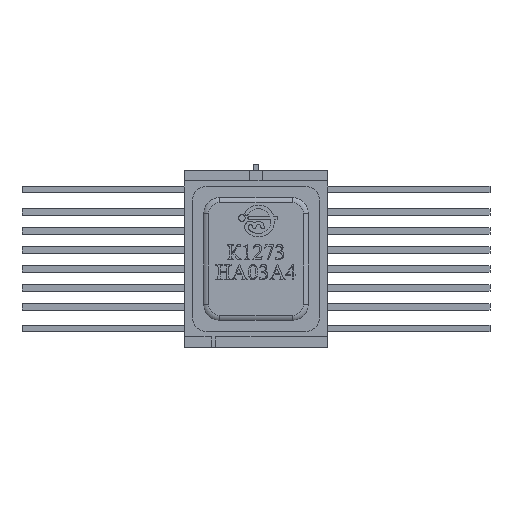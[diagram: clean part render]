
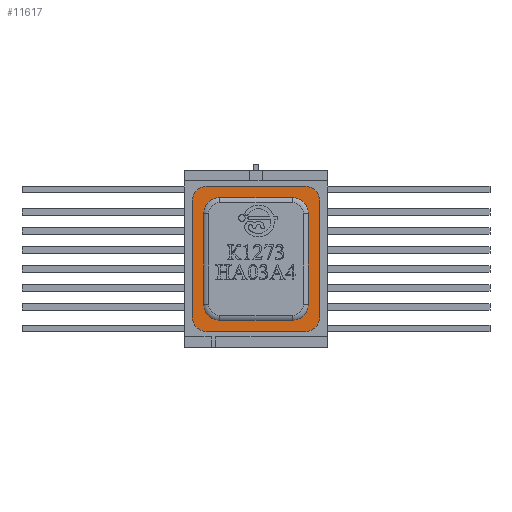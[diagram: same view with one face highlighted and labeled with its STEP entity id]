
A CAD part, top view. The second image highlights one B-rep face of the part: STEP entity #11617.
In plain terms, the highlighted planar face has unit normal (0, 0, 1).
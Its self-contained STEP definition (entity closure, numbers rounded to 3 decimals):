
#742=LINE('',#16616,#1846);
#745=LINE('',#16624,#1849);
#748=LINE('',#16632,#1852);
#751=LINE('',#16640,#1855);
#752=LINE('',#16645,#1856);
#753=LINE('',#16649,#1857);
#754=LINE('',#16653,#1858);
#755=LINE('',#16657,#1859);
#1846=VECTOR('',#13556,1000.);
#1849=VECTOR('',#13565,1000.);
#1852=VECTOR('',#13574,1000.);
#1855=VECTOR('',#13583,1000.);
#1856=VECTOR('',#13588,1000.);
#1857=VECTOR('',#13591,1000.);
#1858=VECTOR('',#13594,1000.);
#1859=VECTOR('',#13597,1000.);
#2337=CIRCLE('',#12143,1.);
#2338=CIRCLE('',#12146,1.);
#2339=CIRCLE('',#12149,1.);
#2340=CIRCLE('',#12152,1.);
#2341=CIRCLE('',#12155,1.042);
#2342=CIRCLE('',#12156,1.042);
#2343=CIRCLE('',#12157,1.042);
#2344=CIRCLE('',#12158,1.042);
#3667=ORIENTED_EDGE('',*,*,#5649,.T.);
#3668=ORIENTED_EDGE('',*,*,#5650,.T.);
#3669=ORIENTED_EDGE('',*,*,#5651,.T.);
#3670=ORIENTED_EDGE('',*,*,#5652,.T.);
#3671=ORIENTED_EDGE('',*,*,#5653,.T.);
#3672=ORIENTED_EDGE('',*,*,#5654,.T.);
#3673=ORIENTED_EDGE('',*,*,#5655,.T.);
#3674=ORIENTED_EDGE('',*,*,#5656,.T.);
#3675=ORIENTED_EDGE('',*,*,#5634,.F.);
#3676=ORIENTED_EDGE('',*,*,#5648,.F.);
#3677=ORIENTED_EDGE('',*,*,#5646,.F.);
#3678=ORIENTED_EDGE('',*,*,#5644,.F.);
#3679=ORIENTED_EDGE('',*,*,#5642,.F.);
#3680=ORIENTED_EDGE('',*,*,#5640,.F.);
#3681=ORIENTED_EDGE('',*,*,#5638,.F.);
#3682=ORIENTED_EDGE('',*,*,#5636,.F.);
#5634=EDGE_CURVE('',#6693,#6694,#2337,.T.);
#5636=EDGE_CURVE('',#6694,#6695,#742,.T.);
#5638=EDGE_CURVE('',#6695,#6696,#2338,.T.);
#5640=EDGE_CURVE('',#6696,#6697,#745,.T.);
#5642=EDGE_CURVE('',#6697,#6698,#2339,.T.);
#5644=EDGE_CURVE('',#6698,#6699,#748,.T.);
#5646=EDGE_CURVE('',#6699,#6700,#2340,.T.);
#5648=EDGE_CURVE('',#6700,#6693,#751,.T.);
#5649=EDGE_CURVE('',#6701,#6702,#2341,.T.);
#5650=EDGE_CURVE('',#6702,#6703,#752,.T.);
#5651=EDGE_CURVE('',#6703,#6704,#2342,.T.);
#5652=EDGE_CURVE('',#6704,#6705,#753,.T.);
#5653=EDGE_CURVE('',#6705,#6706,#2343,.T.);
#5654=EDGE_CURVE('',#6706,#6707,#754,.T.);
#5655=EDGE_CURVE('',#6707,#6708,#2344,.T.);
#5656=EDGE_CURVE('',#6708,#6701,#755,.T.);
#6693=VERTEX_POINT('',#16611);
#6694=VERTEX_POINT('',#16613);
#6695=VERTEX_POINT('',#16617);
#6696=VERTEX_POINT('',#16621);
#6697=VERTEX_POINT('',#16625);
#6698=VERTEX_POINT('',#16629);
#6699=VERTEX_POINT('',#16633);
#6700=VERTEX_POINT('',#16637);
#6701=VERTEX_POINT('',#16643);
#6702=VERTEX_POINT('',#16644);
#6703=VERTEX_POINT('',#16646);
#6704=VERTEX_POINT('',#16648);
#6705=VERTEX_POINT('',#16650);
#6706=VERTEX_POINT('',#16652);
#6707=VERTEX_POINT('',#16654);
#6708=VERTEX_POINT('',#16656);
#7301=EDGE_LOOP('',(#3667,#3668,#3669,#3670,#3671,#3672,#3673,#3674));
#7302=EDGE_LOOP('',(#3675,#3676,#3677,#3678,#3679,#3680,#3681,#3682));
#7805=FACE_BOUND('',#7301,.T.);
#7806=FACE_BOUND('',#7302,.T.);
#8289=PLANE('',#12154);
#11617=ADVANCED_FACE('',(#7805,#7806),#8289,.F.);
#12143=AXIS2_PLACEMENT_3D('',#16612,#13551,#13552);
#12146=AXIS2_PLACEMENT_3D('',#16620,#13560,#13561);
#12149=AXIS2_PLACEMENT_3D('',#16628,#13569,#13570);
#12152=AXIS2_PLACEMENT_3D('',#16636,#13578,#13579);
#12154=AXIS2_PLACEMENT_3D('',#16641,#13584,#13585);
#12155=AXIS2_PLACEMENT_3D('',#16642,#13586,#13587);
#12156=AXIS2_PLACEMENT_3D('',#16647,#13589,#13590);
#12157=AXIS2_PLACEMENT_3D('',#16651,#13592,#13593);
#12158=AXIS2_PLACEMENT_3D('',#16655,#13595,#13596);
#13551=DIRECTION('',(0.,0.,-1.));
#13552=DIRECTION('',(1.,0.,0.));
#13556=DIRECTION('',(-1.,0.,0.));
#13560=DIRECTION('',(0.,0.,-1.));
#13561=DIRECTION('',(1.,0.,0.));
#13565=DIRECTION('',(0.,1.,0.));
#13569=DIRECTION('',(0.,0.,-1.));
#13570=DIRECTION('',(1.,0.,0.));
#13574=DIRECTION('',(1.,0.,0.));
#13578=DIRECTION('',(0.,0.,-1.));
#13579=DIRECTION('',(-1.,0.,0.));
#13583=DIRECTION('',(0.,-1.,0.));
#13584=DIRECTION('',(0.,0.,-1.));
#13585=DIRECTION('',(-1.,0.,0.));
#13586=DIRECTION('',(0.,0.,-1.));
#13587=DIRECTION('',(-1.,0.,0.));
#13588=DIRECTION('',(-1.,0.,0.));
#13589=DIRECTION('',(0.,0.,-1.));
#13590=DIRECTION('',(-1.,0.,0.));
#13591=DIRECTION('',(0.,1.,0.));
#13592=DIRECTION('',(0.,0.,-1.));
#13593=DIRECTION('',(-1.,0.,0.));
#13594=DIRECTION('',(1.,0.,0.));
#13595=DIRECTION('',(0.,0.,-1.));
#13596=DIRECTION('',(-1.,0.,0.));
#13597=DIRECTION('',(0.,-1.,0.));
#16611=CARTESIAN_POINT('',(4.2,-3.79,2.049));
#16612=CARTESIAN_POINT('',(3.2,-3.79,2.049));
#16613=CARTESIAN_POINT('',(3.2,-4.79,2.049));
#16616=CARTESIAN_POINT('',(3.2,-4.79,2.049));
#16617=CARTESIAN_POINT('',(-3.2,-4.79,2.049));
#16620=CARTESIAN_POINT('',(-3.2,-3.79,2.049));
#16621=CARTESIAN_POINT('',(-4.2,-3.79,2.049));
#16624=CARTESIAN_POINT('',(-4.2,-3.79,2.049));
#16625=CARTESIAN_POINT('',(-4.2,3.79,2.049));
#16628=CARTESIAN_POINT('',(-3.2,3.79,2.049));
#16629=CARTESIAN_POINT('',(-3.2,4.79,2.049));
#16632=CARTESIAN_POINT('',(-3.2,4.79,2.049));
#16633=CARTESIAN_POINT('',(3.2,4.79,2.049));
#16636=CARTESIAN_POINT('',(3.2,3.79,2.049));
#16637=CARTESIAN_POINT('',(4.2,3.79,2.049));
#16640=CARTESIAN_POINT('',(4.2,3.79,2.049));
#16641=CARTESIAN_POINT('',(3.2,-3.79,2.049));
#16642=CARTESIAN_POINT('',(2.395,-2.988,2.049));
#16643=CARTESIAN_POINT('',(3.437,-2.988,2.049));
#16644=CARTESIAN_POINT('',(2.395,-4.03,2.049));
#16645=CARTESIAN_POINT('',(2.395,-4.03,2.049));
#16646=CARTESIAN_POINT('',(-2.395,-4.03,2.049));
#16647=CARTESIAN_POINT('',(-2.395,-2.988,2.049));
#16648=CARTESIAN_POINT('',(-3.437,-2.988,2.049));
#16649=CARTESIAN_POINT('',(-3.437,-2.397,2.049));
#16650=CARTESIAN_POINT('',(-3.437,2.988,2.049));
#16651=CARTESIAN_POINT('',(-2.395,2.988,2.049));
#16652=CARTESIAN_POINT('',(-2.395,4.03,2.049));
#16653=CARTESIAN_POINT('',(-2.395,4.03,2.049));
#16654=CARTESIAN_POINT('',(2.395,4.03,2.049));
#16655=CARTESIAN_POINT('',(2.395,2.988,2.049));
#16656=CARTESIAN_POINT('',(3.437,2.988,2.049));
#16657=CARTESIAN_POINT('',(3.437,2.397,2.049));
